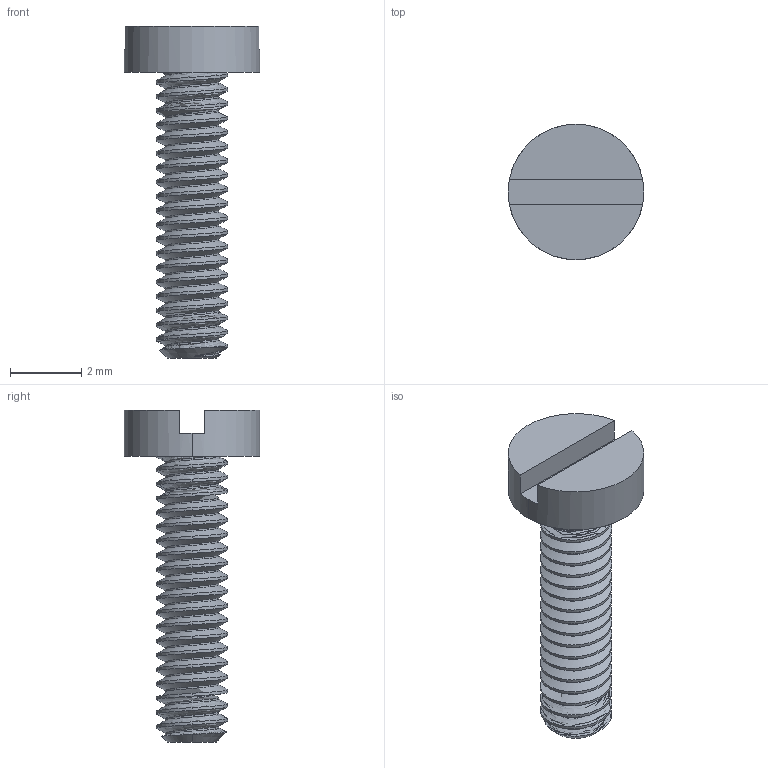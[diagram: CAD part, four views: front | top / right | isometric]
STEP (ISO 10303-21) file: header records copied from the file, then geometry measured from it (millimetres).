
FILE_DESCRIPTION (( 'STEP AP203' ), '1' );
FILE_NAME ('96295A104_Narrow Cheese Head Slotted Screws.STEP', '2021-07-11T09:35:04', ( 'Administrator' ), ( 'Managed by Terraform' ), 'SwSTEP 2.0', 'SolidWorks 2017', '' );
FILE_SCHEMA (( 'CONFIG_CONTROL_DESIGN' ));
Length unit declared in the file: millimetre
Products named in the file (1): 96295A104_Narrow Cheese Head Slotted Screws
Bounding box: 3.8 x 3.8 x 9.3 mm (x, y, z)
Volume: 32.8 mm3; surface area: 122.2 mm2
Topology: 2 solids, 2 shells, 95 faces, 272 edges, 181 vertices
Faces by surface type: cylinder 82, plane 8, cone 3, bspline 2
Entity records: 4804 total; most frequent: CARTESIAN_POINT 2724, ORIENTED_EDGE 544, DIRECTION 309, EDGE_CURVE 272, VERTEX_POINT 181, AXIS2_PLACEMENT_3D 109, FACE_OUTER_BOUND 95, EDGE_LOOP 95
